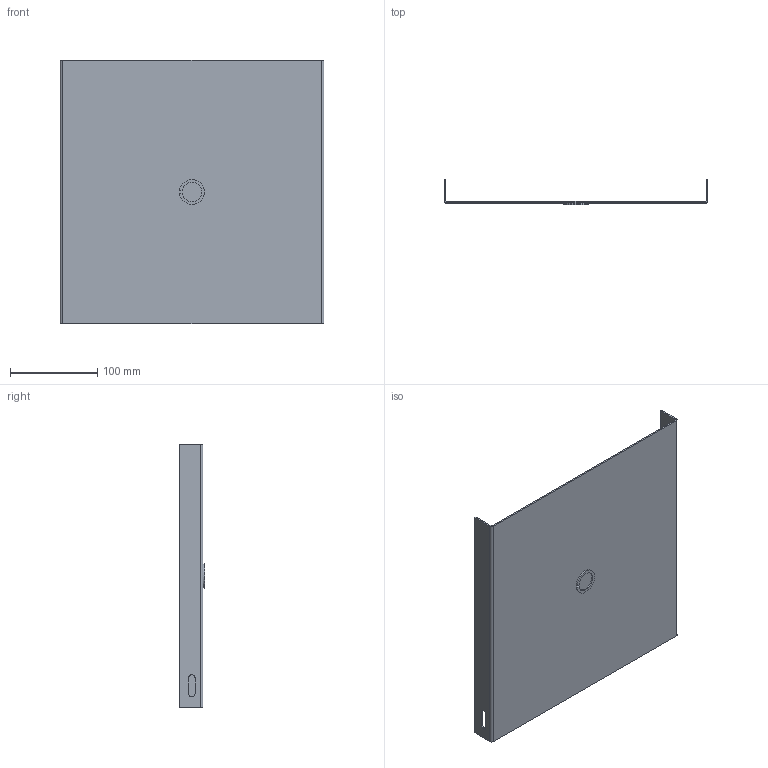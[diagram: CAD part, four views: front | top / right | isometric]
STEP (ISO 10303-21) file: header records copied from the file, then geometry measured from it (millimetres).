
FILE_DESCRIPTION (( 'STEP AP203' ), '1' );
FILE_NAME ('CWCP12.step', '2024-04-25T14:48:47', ( '' ), ( '' ), 'SwSTEP 2.0', 'SolidWorks 2023', '' );
FILE_SCHEMA (( 'CONFIG_CONTROL_DESIGN' ));
Length unit declared in the file: inch
Products named in the file (1): CWCP12
Bounding box: 302.26 x 28.82 x 302.26 mm (x, y, z)
Volume: 193853 mm3; surface area: 214408.9 mm2
Topology: 1 solids, 1 shells, 31 faces, 84 edges, 56 vertices
Faces by surface type: plane 17, cylinder 14
Entity records: 1073 total; most frequent: DIRECTION 176, CARTESIAN_POINT 172, ORIENTED_EDGE 168, EDGE_CURVE 84, AXIS2_PLACEMENT_3D 60, VECTOR 56, VERTEX_POINT 56, LINE 56
